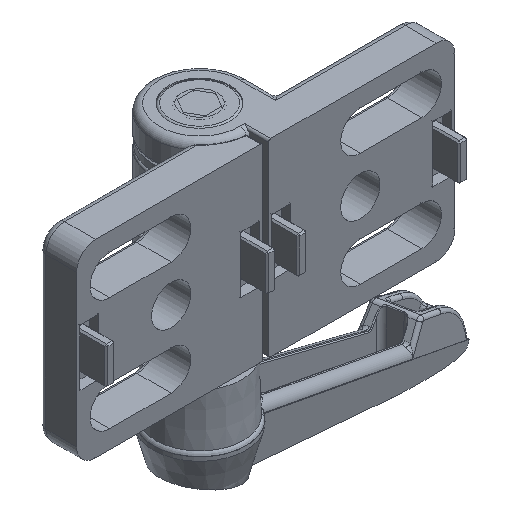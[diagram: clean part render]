
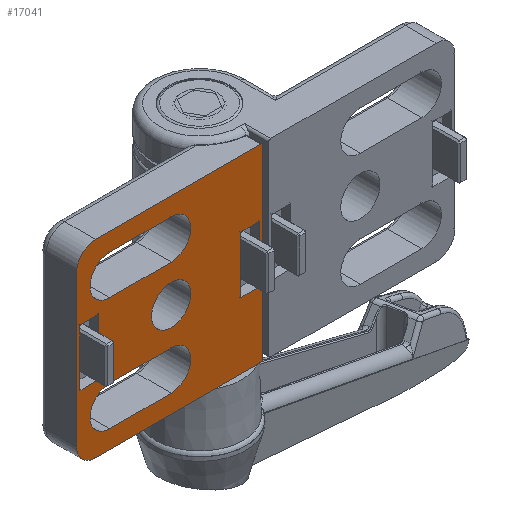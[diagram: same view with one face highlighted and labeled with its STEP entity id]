
A CAD part, isometric view. The second image highlights one B-rep face of the part: STEP entity #17041.
In plain terms, the highlighted planar face has unit normal (0, -1, 0).
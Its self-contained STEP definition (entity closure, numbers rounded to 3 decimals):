
#1214=FACE_BOUND('',#2304,.T.);
#1215=FACE_BOUND('',#2305,.T.);
#1216=FACE_BOUND('',#2306,.T.);
#1217=FACE_BOUND('',#2307,.T.);
#1218=FACE_BOUND('',#2308,.T.);
#1285=FACE_OUTER_BOUND('',#2303,.T.);
#2303=EDGE_LOOP('',(#11166,#11167,#11168,#11169,#11170,#11171,#11172,#11173));
#2304=EDGE_LOOP('',(#11174,#11175));
#2305=EDGE_LOOP('',(#11176,#11177,#11178,#11179));
#2306=EDGE_LOOP('',(#11180,#11181,#11182,#11183));
#2307=EDGE_LOOP('',(#11184,#11185,#11186,#11187));
#2308=EDGE_LOOP('',(#11188,#11189,#11190,#11191));
#3392=CIRCLE('',#18212,4.);
#3393=CIRCLE('',#18213,0.5);
#3394=CIRCLE('',#18214,0.5);
#3395=CIRCLE('',#18215,4.);
#3396=CIRCLE('',#18216,4.15);
#3397=CIRCLE('',#18217,4.15);
#3398=CIRCLE('',#18218,4.15);
#3399=CIRCLE('',#18219,4.15);
#3400=CIRCLE('',#18220,4.15);
#3401=CIRCLE('',#18221,4.15);
#4383=LINE('',#25446,#5543);
#4384=LINE('',#25450,#5544);
#4385=LINE('',#25454,#5545);
#4386=LINE('',#25458,#5546);
#4387=LINE('',#25468,#5547);
#4388=LINE('',#25471,#5548);
#4389=LINE('',#25476,#5549);
#4390=LINE('',#25479,#5550);
#4391=LINE('',#25482,#5551);
#4392=LINE('',#25484,#5552);
#4393=LINE('',#25486,#5553);
#4394=LINE('',#25487,#5554);
#4395=LINE('',#25490,#5555);
#4396=LINE('',#25492,#5556);
#4397=LINE('',#25494,#5557);
#4398=LINE('',#25495,#5558);
#5543=VECTOR('',#20239,1000.);
#5544=VECTOR('',#20242,1000.);
#5545=VECTOR('',#20245,1000.);
#5546=VECTOR('',#20248,1000.);
#5547=VECTOR('',#20257,1000.);
#5548=VECTOR('',#20260,1000.);
#5549=VECTOR('',#20263,1000.);
#5550=VECTOR('',#20266,1000.);
#5551=VECTOR('',#20267,1000.);
#5552=VECTOR('',#20268,1000.);
#5553=VECTOR('',#20269,1000.);
#5554=VECTOR('',#20270,1000.);
#5555=VECTOR('',#20271,1000.);
#5556=VECTOR('',#20272,1000.);
#5557=VECTOR('',#20273,1000.);
#5558=VECTOR('',#20274,1000.);
#6703=VERTEX_POINT('',#25444);
#6704=VERTEX_POINT('',#25445);
#6705=VERTEX_POINT('',#25447);
#6706=VERTEX_POINT('',#25449);
#6707=VERTEX_POINT('',#25451);
#6708=VERTEX_POINT('',#25453);
#6709=VERTEX_POINT('',#25455);
#6710=VERTEX_POINT('',#25457);
#6711=VERTEX_POINT('',#25460);
#6712=VERTEX_POINT('',#25461);
#6713=VERTEX_POINT('',#25464);
#6714=VERTEX_POINT('',#25465);
#6715=VERTEX_POINT('',#25467);
#6716=VERTEX_POINT('',#25469);
#6717=VERTEX_POINT('',#25472);
#6718=VERTEX_POINT('',#25473);
#6719=VERTEX_POINT('',#25475);
#6720=VERTEX_POINT('',#25477);
#6721=VERTEX_POINT('',#25480);
#6722=VERTEX_POINT('',#25481);
#6723=VERTEX_POINT('',#25483);
#6724=VERTEX_POINT('',#25485);
#6725=VERTEX_POINT('',#25488);
#6726=VERTEX_POINT('',#25489);
#6727=VERTEX_POINT('',#25491);
#6728=VERTEX_POINT('',#25493);
#8457=EDGE_CURVE('',#6703,#6704,#4383,.T.);
#8458=EDGE_CURVE('',#6704,#6705,#3392,.T.);
#8459=EDGE_CURVE('',#6705,#6706,#4384,.T.);
#8460=EDGE_CURVE('',#6707,#6706,#3393,.T.);
#8461=EDGE_CURVE('',#6707,#6708,#4385,.T.);
#8462=EDGE_CURVE('',#6709,#6708,#3394,.T.);
#8463=EDGE_CURVE('',#6709,#6710,#4386,.T.);
#8464=EDGE_CURVE('',#6710,#6703,#3395,.T.);
#8465=EDGE_CURVE('',#6711,#6712,#3396,.T.);
#8466=EDGE_CURVE('',#6712,#6711,#3397,.T.);
#8467=EDGE_CURVE('',#6713,#6714,#3398,.T.);
#8468=EDGE_CURVE('',#6714,#6715,#4387,.T.);
#8469=EDGE_CURVE('',#6715,#6716,#3399,.T.);
#8470=EDGE_CURVE('',#6716,#6713,#4388,.T.);
#8471=EDGE_CURVE('',#6717,#6718,#3400,.T.);
#8472=EDGE_CURVE('',#6718,#6719,#4389,.T.);
#8473=EDGE_CURVE('',#6719,#6720,#3401,.T.);
#8474=EDGE_CURVE('',#6720,#6717,#4390,.T.);
#8475=EDGE_CURVE('',#6721,#6722,#4391,.T.);
#8476=EDGE_CURVE('',#6722,#6723,#4392,.T.);
#8477=EDGE_CURVE('',#6723,#6724,#4393,.T.);
#8478=EDGE_CURVE('',#6724,#6721,#4394,.T.);
#8479=EDGE_CURVE('',#6725,#6726,#4395,.T.);
#8480=EDGE_CURVE('',#6726,#6727,#4396,.T.);
#8481=EDGE_CURVE('',#6727,#6728,#4397,.T.);
#8482=EDGE_CURVE('',#6728,#6725,#4398,.T.);
#11166=ORIENTED_EDGE('',*,*,#8457,.T.);
#11167=ORIENTED_EDGE('',*,*,#8458,.T.);
#11168=ORIENTED_EDGE('',*,*,#8459,.T.);
#11169=ORIENTED_EDGE('',*,*,#8460,.F.);
#11170=ORIENTED_EDGE('',*,*,#8461,.T.);
#11171=ORIENTED_EDGE('',*,*,#8462,.F.);
#11172=ORIENTED_EDGE('',*,*,#8463,.T.);
#11173=ORIENTED_EDGE('',*,*,#8464,.T.);
#11174=ORIENTED_EDGE('',*,*,#8465,.T.);
#11175=ORIENTED_EDGE('',*,*,#8466,.T.);
#11176=ORIENTED_EDGE('',*,*,#8467,.T.);
#11177=ORIENTED_EDGE('',*,*,#8468,.T.);
#11178=ORIENTED_EDGE('',*,*,#8469,.T.);
#11179=ORIENTED_EDGE('',*,*,#8470,.T.);
#11180=ORIENTED_EDGE('',*,*,#8471,.T.);
#11181=ORIENTED_EDGE('',*,*,#8472,.T.);
#11182=ORIENTED_EDGE('',*,*,#8473,.T.);
#11183=ORIENTED_EDGE('',*,*,#8474,.T.);
#11184=ORIENTED_EDGE('',*,*,#8475,.T.);
#11185=ORIENTED_EDGE('',*,*,#8476,.T.);
#11186=ORIENTED_EDGE('',*,*,#8477,.T.);
#11187=ORIENTED_EDGE('',*,*,#8478,.T.);
#11188=ORIENTED_EDGE('',*,*,#8479,.T.);
#11189=ORIENTED_EDGE('',*,*,#8480,.T.);
#11190=ORIENTED_EDGE('',*,*,#8481,.T.);
#11191=ORIENTED_EDGE('',*,*,#8482,.T.);
#16584=PLANE('',#18211);
#17041=ADVANCED_FACE('',(#1285,#1214,#1215,#1216,#1217,#1218),#16584,.T.);
#18211=AXIS2_PLACEMENT_3D('',#25443,#20237,#20238);
#18212=AXIS2_PLACEMENT_3D('',#25448,#20240,#20241);
#18213=AXIS2_PLACEMENT_3D('',#25452,#20243,#20244);
#18214=AXIS2_PLACEMENT_3D('',#25456,#20246,#20247);
#18215=AXIS2_PLACEMENT_3D('',#25459,#20249,#20250);
#18216=AXIS2_PLACEMENT_3D('',#25462,#20251,#20252);
#18217=AXIS2_PLACEMENT_3D('',#25463,#20253,#20254);
#18218=AXIS2_PLACEMENT_3D('',#25466,#20255,#20256);
#18219=AXIS2_PLACEMENT_3D('',#25470,#20258,#20259);
#18220=AXIS2_PLACEMENT_3D('',#25474,#20261,#20262);
#18221=AXIS2_PLACEMENT_3D('',#25478,#20264,#20265);
#20237=DIRECTION('center_axis',(0.,-1.,0.));
#20238=DIRECTION('ref_axis',(1.,0.,0.));
#20239=DIRECTION('',(0.,0.,-1.));
#20240=DIRECTION('center_axis',(0.,-1.,0.));
#20241=DIRECTION('ref_axis',(0.,0.,1.));
#20242=DIRECTION('',(1.,0.,0.));
#20243=DIRECTION('center_axis',(0.,1.,0.));
#20244=DIRECTION('ref_axis',(1.,0.,0.));
#20245=DIRECTION('',(0.,0.,1.));
#20246=DIRECTION('center_axis',(0.,1.,0.));
#20247=DIRECTION('ref_axis',(-1.,0.,0.));
#20248=DIRECTION('',(-1.,0.,0.));
#20249=DIRECTION('center_axis',(0.,-1.,0.));
#20250=DIRECTION('ref_axis',(0.,0.,-1.));
#20251=DIRECTION('center_axis',(0.,1.,0.));
#20252=DIRECTION('ref_axis',(1.,0.,0.));
#20253=DIRECTION('center_axis',(0.,1.,0.));
#20254=DIRECTION('ref_axis',(1.,0.,0.));
#20255=DIRECTION('center_axis',(0.,1.,0.));
#20256=DIRECTION('ref_axis',(1.,0.,0.));
#20257=DIRECTION('',(-1.,0.,0.));
#20258=DIRECTION('center_axis',(0.,1.,0.));
#20259=DIRECTION('ref_axis',(1.,0.,0.));
#20260=DIRECTION('',(1.,0.,0.));
#20261=DIRECTION('center_axis',(0.,1.,0.));
#20262=DIRECTION('ref_axis',(1.,0.,0.));
#20263=DIRECTION('',(-1.,0.,0.));
#20264=DIRECTION('center_axis',(0.,1.,0.));
#20265=DIRECTION('ref_axis',(1.,0.,0.));
#20266=DIRECTION('',(1.,0.,0.));
#20267=DIRECTION('',(0.,0.,-1.));
#20268=DIRECTION('',(-1.,0.,0.));
#20269=DIRECTION('',(0.,0.,1.));
#20270=DIRECTION('',(1.,0.,0.));
#20271=DIRECTION('',(0.,0.,-1.));
#20272=DIRECTION('',(-1.,0.,0.));
#20273=DIRECTION('',(0.,0.,1.));
#20274=DIRECTION('',(1.,0.,0.));
#25443=CARTESIAN_POINT('Origin',(-0.6,-14.,-40.));
#25444=CARTESIAN_POINT('',(-40.,-14.,-4.));
#25445=CARTESIAN_POINT('',(-40.,-14.,-36.));
#25446=CARTESIAN_POINT('',(-40.,-14.,-40.));
#25447=CARTESIAN_POINT('',(-36.,-14.,-40.));
#25448=CARTESIAN_POINT('Origin',(-36.,-14.,-36.));
#25449=CARTESIAN_POINT('',(-1.1,-14.,-40.));
#25450=CARTESIAN_POINT('',(-0.6,-14.,-40.));
#25451=CARTESIAN_POINT('',(-0.6,-14.,-39.5));
#25452=CARTESIAN_POINT('Origin',(-1.1,-14.,-39.5));
#25453=CARTESIAN_POINT('',(-0.6,-14.,-0.5));
#25454=CARTESIAN_POINT('',(-0.6,-14.,-40.));
#25455=CARTESIAN_POINT('',(-1.1,-14.,0.));
#25456=CARTESIAN_POINT('Origin',(-1.1,-14.,-0.5));
#25457=CARTESIAN_POINT('',(-36.,-14.,0.));
#25458=CARTESIAN_POINT('',(-0.6,-14.,0.));
#25459=CARTESIAN_POINT('Origin',(-36.,-14.,-4.));
#25460=CARTESIAN_POINT('',(-15.85,-14.,-20.));
#25461=CARTESIAN_POINT('',(-24.15,-14.,-20.));
#25462=CARTESIAN_POINT('Origin',(-20.,-14.,-20.));
#25463=CARTESIAN_POINT('Origin',(-20.,-14.,-20.));
#25464=CARTESIAN_POINT('',(-20.,-14.,-3.85));
#25465=CARTESIAN_POINT('',(-20.,-14.,-12.15));
#25466=CARTESIAN_POINT('Origin',(-20.,-14.,-8.));
#25467=CARTESIAN_POINT('',(-33.,-14.,-12.15));
#25468=CARTESIAN_POINT('',(-0.6,-14.,-12.15));
#25469=CARTESIAN_POINT('',(-33.,-14.,-3.85));
#25470=CARTESIAN_POINT('Origin',(-33.,-14.,-8.));
#25471=CARTESIAN_POINT('',(-0.6,-14.,-3.85));
#25472=CARTESIAN_POINT('',(-20.,-14.,-27.85));
#25473=CARTESIAN_POINT('',(-20.,-14.,-36.15));
#25474=CARTESIAN_POINT('Origin',(-20.,-14.,-32.));
#25475=CARTESIAN_POINT('',(-33.,-14.,-36.15));
#25476=CARTESIAN_POINT('',(-0.6,-14.,-36.15));
#25477=CARTESIAN_POINT('',(-33.,-14.,-27.85));
#25478=CARTESIAN_POINT('Origin',(-33.,-14.,-32.));
#25479=CARTESIAN_POINT('',(-0.6,-14.,-27.85));
#25480=CARTESIAN_POINT('',(-35.3,-14.,-14.));
#25481=CARTESIAN_POINT('',(-35.3,-14.,-26.));
#25482=CARTESIAN_POINT('',(-35.3,-14.,-40.));
#25483=CARTESIAN_POINT('',(-39.3,-14.,-26.));
#25484=CARTESIAN_POINT('',(-0.6,-14.,-26.));
#25485=CARTESIAN_POINT('',(-39.3,-14.,-14.));
#25486=CARTESIAN_POINT('',(-39.3,-14.,-40.));
#25487=CARTESIAN_POINT('',(-0.6,-14.,-14.));
#25488=CARTESIAN_POINT('',(-1.3,-14.,-14.));
#25489=CARTESIAN_POINT('',(-1.3,-14.,-26.));
#25490=CARTESIAN_POINT('',(-1.3,-14.,-40.));
#25491=CARTESIAN_POINT('',(-5.3,-14.,-26.));
#25492=CARTESIAN_POINT('',(-0.6,-14.,-26.));
#25493=CARTESIAN_POINT('',(-5.3,-14.,-14.));
#25494=CARTESIAN_POINT('',(-5.3,-14.,-40.));
#25495=CARTESIAN_POINT('',(-0.6,-14.,-14.));
